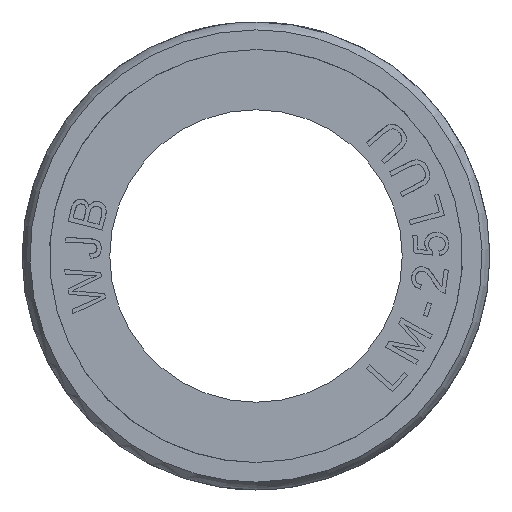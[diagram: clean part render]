
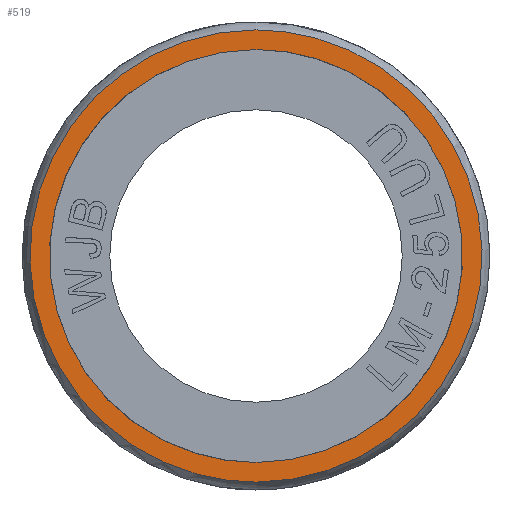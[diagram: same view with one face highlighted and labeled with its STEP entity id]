
A CAD part, left-side view. The second image highlights one B-rep face of the part: STEP entity #519.
In plain terms, the highlighted planar face has unit normal (-1, 0, 0).
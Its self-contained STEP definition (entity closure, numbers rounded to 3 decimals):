
#519=ADVANCED_FACE('',(#1513,#1514),#829,.T.);
#829=PLANE('',#5838);
#1154=B_SPLINE_CURVE_WITH_KNOTS('',3,(#8704,#8705,#8706,#8707,#8708,#8709,
#8710,#8711,#8712,#8713),.UNSPECIFIED.,.F.,.F.,(4,2,2,2,4),(0.,0.25,0.5,
0.75,1.),.UNSPECIFIED.);
#1155=B_SPLINE_CURVE_WITH_KNOTS('',3,(#8716,#8717,#8718,#8719,#8720,#8721,
#8722,#8723,#8724,#8725),.UNSPECIFIED.,.F.,.F.,(4,2,2,2,4),(0.,0.25,0.5,
0.75,1.),.UNSPECIFIED.);
#1158=B_SPLINE_CURVE_WITH_KNOTS('',3,(#8749,#8750,#8751,#8752,#8753,#8754,
#8755,#8756,#8757,#8758),.UNSPECIFIED.,.F.,.F.,(4,2,2,2,4),(0.,0.25,0.5,
0.75,1.),.UNSPECIFIED.);
#1159=B_SPLINE_CURVE_WITH_KNOTS('',3,(#8761,#8762,#8763,#8764,#8765,#8766,
#8767,#8768,#8769,#8770),.UNSPECIFIED.,.F.,.F.,(4,2,2,2,4),(0.,0.25,0.5,
0.75,1.),.UNSPECIFIED.);
#1513=FACE_BOUND('',#1591,.T.);
#1514=FACE_BOUND('',#1592,.T.);
#1591=EDGE_LOOP('',(#2172,#2173));
#1592=EDGE_LOOP('',(#2174,#2175));
#2172=ORIENTED_EDGE('',*,*,#4320,.F.);
#2173=ORIENTED_EDGE('',*,*,#4321,.F.);
#2174=ORIENTED_EDGE('',*,*,#4316,.T.);
#2175=ORIENTED_EDGE('',*,*,#4317,.T.);
#3770=VERTEX_POINT('',#8714);
#3771=VERTEX_POINT('',#8715);
#3774=VERTEX_POINT('',#8759);
#3775=VERTEX_POINT('',#8760);
#4316=EDGE_CURVE('',#3770,#3771,#1154,.T.);
#4317=EDGE_CURVE('',#3771,#3770,#1155,.T.);
#4320=EDGE_CURVE('',#3774,#3775,#1158,.T.);
#4321=EDGE_CURVE('',#3775,#3774,#1159,.T.);
#5838=AXIS2_PLACEMENT_3D('',#8771,#6303,#6304);
#6303=DIRECTION('',(-1.,0.,0.));
#6304=DIRECTION('',(0.,0.,1.));
#8704=CARTESIAN_POINT('',(0.,0.,19.327));
#8705=CARTESIAN_POINT('',(0.,5.077,19.327));
#8706=CARTESIAN_POINT('',(0.,10.078,17.255));
#8707=CARTESIAN_POINT('',(0.,17.255,10.078));
#8708=CARTESIAN_POINT('',(0.,19.327,5.075));
#8709=CARTESIAN_POINT('',(0.,19.327,-5.075));
#8710=CARTESIAN_POINT('',(0.,17.255,-10.078));
#8711=CARTESIAN_POINT('',(0.,10.078,-17.255));
#8712=CARTESIAN_POINT('',(0.,5.078,-19.327));
#8713=CARTESIAN_POINT('',(0.,0.,-19.327));
#8714=CARTESIAN_POINT('',(0.,0.,19.327));
#8715=CARTESIAN_POINT('',(0.,0.,-19.327));
#8716=CARTESIAN_POINT('',(0.,0.,-19.327));
#8717=CARTESIAN_POINT('',(0.,-5.077,-19.327));
#8718=CARTESIAN_POINT('',(0.,-10.078,-17.255));
#8719=CARTESIAN_POINT('',(0.,-17.255,-10.078));
#8720=CARTESIAN_POINT('',(0.,-19.327,-5.075));
#8721=CARTESIAN_POINT('',(0.,-19.327,5.075));
#8722=CARTESIAN_POINT('',(0.,-17.255,10.078));
#8723=CARTESIAN_POINT('',(0.,-10.078,17.255));
#8724=CARTESIAN_POINT('',(0.,-5.078,19.327));
#8725=CARTESIAN_POINT('',(0.,0.,19.327));
#8749=CARTESIAN_POINT('',(0.,0.,17.65));
#8750=CARTESIAN_POINT('',(0.,4.621,17.65));
#8751=CARTESIAN_POINT('',(0.,9.213,15.748));
#8752=CARTESIAN_POINT('',(0.,15.748,9.213));
#8753=CARTESIAN_POINT('',(0.,17.65,4.621));
#8754=CARTESIAN_POINT('',(0.,17.65,-4.621));
#8755=CARTESIAN_POINT('',(0.,15.748,-9.213));
#8756=CARTESIAN_POINT('',(0.,9.213,-15.748));
#8757=CARTESIAN_POINT('',(0.,4.621,-17.65));
#8758=CARTESIAN_POINT('',(0.,0.,-17.65));
#8759=CARTESIAN_POINT('',(0.,0.,17.65));
#8760=CARTESIAN_POINT('',(0.,0.,-17.65));
#8761=CARTESIAN_POINT('',(0.,0.,-17.65));
#8762=CARTESIAN_POINT('',(0.,-4.621,-17.65));
#8763=CARTESIAN_POINT('',(0.,-9.213,-15.748));
#8764=CARTESIAN_POINT('',(0.,-15.748,-9.213));
#8765=CARTESIAN_POINT('',(0.,-17.65,-4.621));
#8766=CARTESIAN_POINT('',(0.,-17.65,4.621));
#8767=CARTESIAN_POINT('',(0.,-15.748,9.213));
#8768=CARTESIAN_POINT('',(0.,-9.213,15.748));
#8769=CARTESIAN_POINT('',(0.,-4.621,17.65));
#8770=CARTESIAN_POINT('',(0.,0.,17.65));
#8771=CARTESIAN_POINT('',(0.,-19.718,-19.327));
